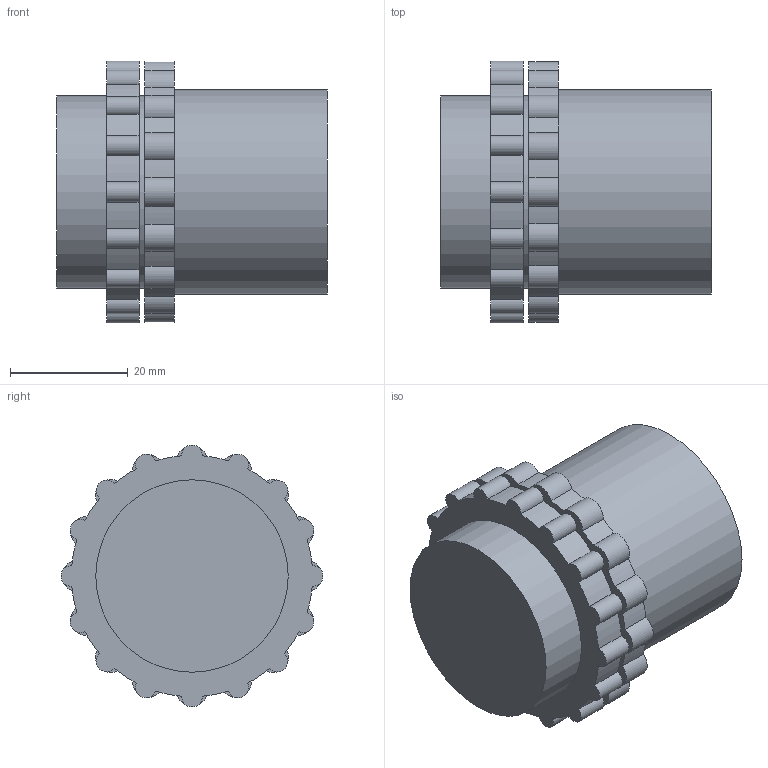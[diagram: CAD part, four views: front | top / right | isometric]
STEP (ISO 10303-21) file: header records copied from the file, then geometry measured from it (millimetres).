
FILE_DESCRIPTION(/* description */ (''),/* implementation_level */ '2;1');
FILE_NAME(/* name */ '',/* time_stamp */ '2023-09-07T11:26:10+07:00',/* author */ ('zeta-09'),/* organization */ (''),/* preprocessor_version */ 'ST-DEVELOPER v19.2',/* originating_system */ 'Autodesk Inventor 2024',/* authorisation */ '');
FILE_SCHEMA (('AUTOMOTIVE_DESIGN { 1 0 10303 214 3 1 1 }'));
Length unit declared in the file: millimetre
Products named in the file (1): Деталь7
Bounding box: 46 x 44.49 x 44.49 mm (x, y, z)
Volume: 47456.5 mm3; surface area: 9424 mm2
Topology: 1 solids, 1 shells, 73 faces, 201 edges, 134 vertices
Faces by surface type: cylinder 67, plane 6
Full cylindrical faces by diameter (mm): 32.7 x2, 34.8 x1
Entity records: 2534 total; most frequent: DIRECTION 483, CARTESIAN_POINT 409, ORIENTED_EDGE 402, AXIS2_PLACEMENT_3D 208, EDGE_CURVE 201, CIRCLE 134, VERTEX_POINT 134, EDGE_LOOP 77
